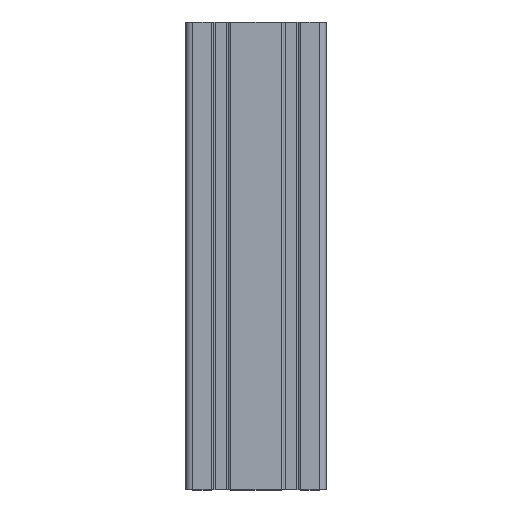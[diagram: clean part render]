
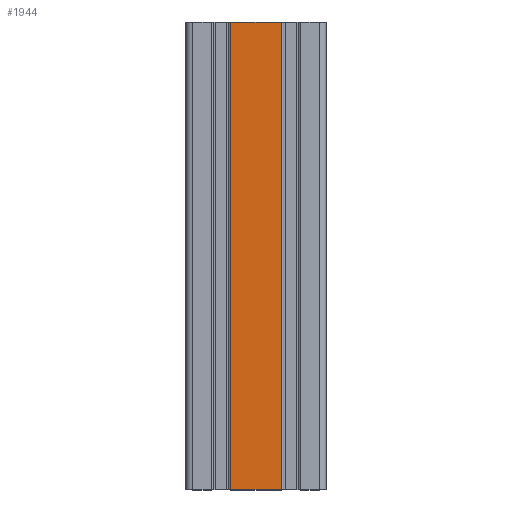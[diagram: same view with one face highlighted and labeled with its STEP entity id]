
A CAD part, top view. The second image highlights one B-rep face of the part: STEP entity #1944.
In plain terms, the highlighted planar face has unit normal (0, 0, 1).
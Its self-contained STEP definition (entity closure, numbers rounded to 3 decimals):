
#26 = AXIS2_PLACEMENT_3D ( 'NONE', #2167, #3479, #3563 ) ;
#213 = VERTEX_POINT ( 'NONE', #3013 ) ;
#374 = DIRECTION ( 'NONE',  ( 0., -1., 0. ) ) ;
#484 = CARTESIAN_POINT ( 'NONE',  ( 10.825, 200., 15. ) ) ;
#1110 = CARTESIAN_POINT ( 'NONE',  ( 10.825, 0., 15. ) ) ;
#1304 = VECTOR ( 'NONE', #2368, 1000. ) ;
#1563 = ORIENTED_EDGE ( 'NONE', *, *, #4546, .T. ) ;
#1694 = EDGE_CURVE ( 'NONE', #6697, #6970, #8000, .T. ) ;
#1699 = VERTEX_POINT ( 'NONE', #4842 ) ;
#1944 = ADVANCED_FACE ( 'NONE', ( #6619 ), #6029, .T. ) ;
#2137 = ORIENTED_EDGE ( 'NONE', *, *, #6914, .T. ) ;
#2167 = CARTESIAN_POINT ( 'NONE',  ( -10.825, 0., 15. ) ) ;
#2290 = VECTOR ( 'NONE', #6814, 1000. ) ;
#2368 = DIRECTION ( 'NONE',  ( 0., 1., 0. ) ) ;
#3013 = CARTESIAN_POINT ( 'NONE',  ( -10.825, 200., 15. ) ) ;
#3479 = DIRECTION ( 'NONE',  ( 0., 0., 1. ) ) ;
#3563 = DIRECTION ( 'NONE',  ( 1., 0., 0. ) ) ;
#3611 = DIRECTION ( 'NONE',  ( -1., 0., 0. ) ) ;
#3692 = LINE ( 'NONE', #6118, #8108 ) ;
#4192 = ORIENTED_EDGE ( 'NONE', *, *, #6939, .T. ) ;
#4546 = EDGE_CURVE ( 'NONE', #213, #1699, #5460, .T. ) ;
#4842 = CARTESIAN_POINT ( 'NONE',  ( -10.825, 0., 15. ) ) ;
#5132 = LINE ( 'NONE', #8061, #2290 ) ;
#5379 = CARTESIAN_POINT ( 'NONE',  ( 10.825, 0., 15. ) ) ;
#5460 = LINE ( 'NONE', #7330, #7537 ) ;
#6029 = PLANE ( 'NONE',  #26 ) ;
#6118 = CARTESIAN_POINT ( 'NONE',  ( -10.825, 200., 15. ) ) ;
#6559 = EDGE_LOOP ( 'NONE', ( #4192, #7519, #2137, #1563 ) ) ;
#6619 = FACE_OUTER_BOUND ( 'NONE', #6559, .T. ) ;
#6697 = VERTEX_POINT ( 'NONE', #5379 ) ;
#6814 = DIRECTION ( 'NONE',  ( 1., 0., 0. ) ) ;
#6914 = EDGE_CURVE ( 'NONE', #6970, #213, #3692, .T. ) ;
#6939 = EDGE_CURVE ( 'NONE', #1699, #6697, #5132, .T. ) ;
#6970 = VERTEX_POINT ( 'NONE', #484 ) ;
#7330 = CARTESIAN_POINT ( 'NONE',  ( -10.825, 0., 15. ) ) ;
#7519 = ORIENTED_EDGE ( 'NONE', *, *, #1694, .T. ) ;
#7537 = VECTOR ( 'NONE', #374, 1000. ) ;
#8000 = LINE ( 'NONE', #1110, #1304 ) ;
#8061 = CARTESIAN_POINT ( 'NONE',  ( -10.825, 0., 15. ) ) ;
#8108 = VECTOR ( 'NONE', #3611, 1000. ) ;
